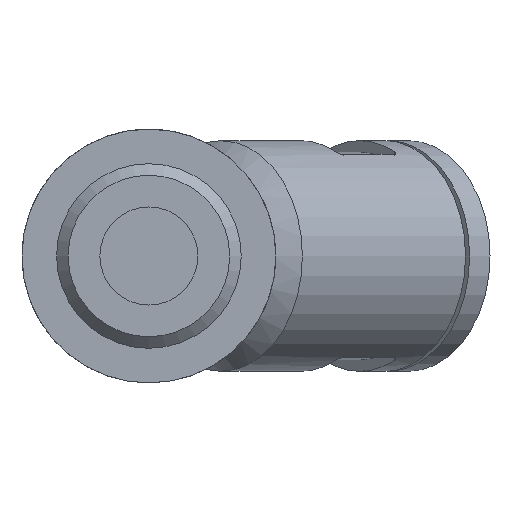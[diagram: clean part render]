
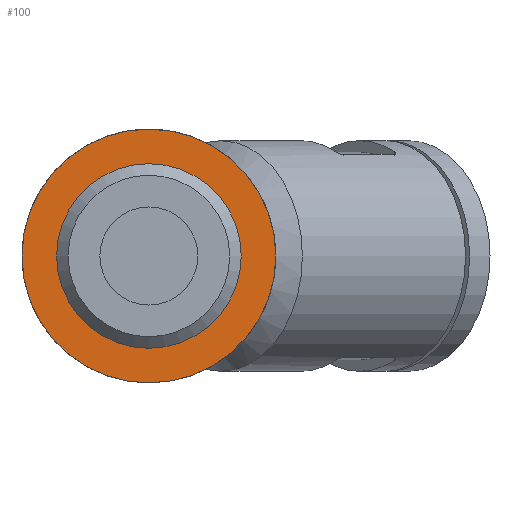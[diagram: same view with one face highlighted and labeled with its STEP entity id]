
A CAD part, front view. The second image highlights one B-rep face of the part: STEP entity #100.
In plain terms, the highlighted planar face has unit normal (0, -1, 0).
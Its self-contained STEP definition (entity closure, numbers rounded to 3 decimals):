
#100 = ADVANCED_FACE( '', ( #182, #183 ), #184, .F. );
#182 = FACE_OUTER_BOUND( '', #283, .T. );
#183 = FACE_BOUND( '', #284, .T. );
#184 = PLANE( '', #285 );
#283 = EDGE_LOOP( '', ( #500 ) );
#284 = EDGE_LOOP( '', ( #501 ) );
#285 = AXIS2_PLACEMENT_3D( '', #502, #503, #504 );
#500 = ORIENTED_EDGE( '', *, *, #665, .F. );
#501 = ORIENTED_EDGE( '', *, *, #661, .T. );
#502 = CARTESIAN_POINT( '', ( 0.8, -2., 0. ) );
#503 = DIRECTION( '', ( 0., 1., 0. ) );
#504 = DIRECTION( '', ( 0., 0., 1. ) );
#661 = EDGE_CURVE( '', #790, #790, #791, .T. );
#665 = EDGE_CURVE( '', #797, #797, #798, .T. );
#790 = VERTEX_POINT( '', #1152 );
#791 = CIRCLE( '', #1153, 8. );
#797 = VERTEX_POINT( '', #1159 );
#798 = CIRCLE( '', #1160, 11. );
#1152 = CARTESIAN_POINT( '', ( -7.2, -2., 0. ) );
#1153 = AXIS2_PLACEMENT_3D( '', #1347, #1348, #1349 );
#1159 = CARTESIAN_POINT( '', ( 0.8, -2., 11. ) );
#1160 = AXIS2_PLACEMENT_3D( '', #1359, #1360, #1361 );
#1347 = CARTESIAN_POINT( '', ( 0.8, -2., 0. ) );
#1348 = DIRECTION( '', ( 0., 1., 0. ) );
#1349 = DIRECTION( '', ( -1., 0., 0. ) );
#1359 = CARTESIAN_POINT( '', ( 0.8, -2., 0. ) );
#1360 = DIRECTION( '', ( 0., 1., 0. ) );
#1361 = DIRECTION( '', ( 0., 0., 1. ) );
